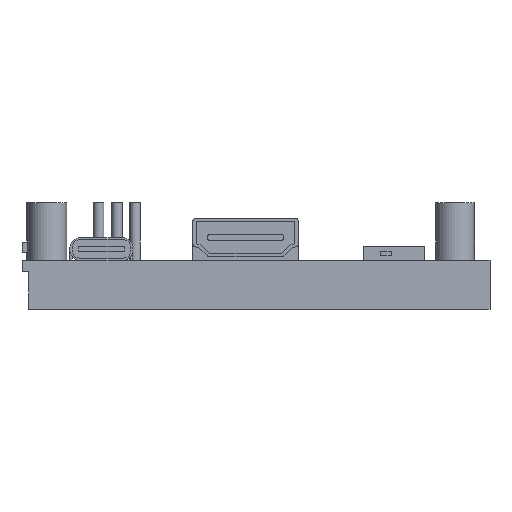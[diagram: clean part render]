
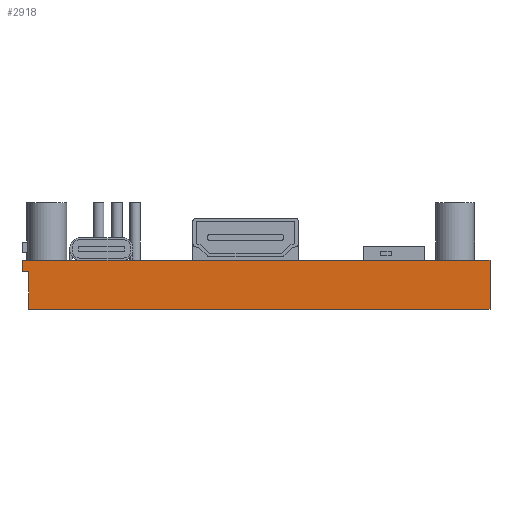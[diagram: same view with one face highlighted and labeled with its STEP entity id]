
A CAD part, front view. The second image highlights one B-rep face of the part: STEP entity #2918.
In plain terms, the highlighted planar face has unit normal (0, -1, 0).
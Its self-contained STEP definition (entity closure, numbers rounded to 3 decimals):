
#169=FACE_OUTER_BOUND('',#339,.T.);
#339=EDGE_LOOP('',(#1952,#1953,#1954,#1955,#1956,#1957,#1958,#1959));
#543=LINE('',#4205,#887);
#547=LINE('',#4214,#891);
#553=LINE('',#4228,#897);
#554=LINE('',#4232,#898);
#555=LINE('',#4234,#899);
#556=LINE('',#4235,#900);
#557=LINE('',#4236,#901);
#558=LINE('',#4237,#902);
#887=VECTOR('',#3356,7.);
#891=VECTOR('',#3362,0.9);
#897=VECTOR('',#3374,5.4);
#898=VECTOR('',#3377,6.15);
#899=VECTOR('',#3378,8.175);
#900=VECTOR('',#3379,1.6);
#901=VECTOR('',#3380,65.6);
#902=VECTOR('',#3381,52.175);
#1231=VERTEX_POINT('',#4202);
#1232=VERTEX_POINT('',#4204);
#1234=VERTEX_POINT('',#4210);
#1236=VERTEX_POINT('',#4213);
#1241=VERTEX_POINT('',#4226);
#1242=VERTEX_POINT('',#4230);
#1243=VERTEX_POINT('',#4231);
#1244=VERTEX_POINT('',#4233);
#1513=EDGE_CURVE('',#1231,#1232,#543,.T.);
#1517=EDGE_CURVE('',#1236,#1234,#547,.T.);
#1525=EDGE_CURVE('',#1234,#1241,#553,.T.);
#1526=EDGE_CURVE('',#1242,#1243,#554,.T.);
#1527=EDGE_CURVE('',#1244,#1242,#555,.T.);
#1528=EDGE_CURVE('',#1236,#1244,#556,.T.);
#1529=EDGE_CURVE('',#1232,#1241,#557,.T.);
#1530=EDGE_CURVE('',#1243,#1231,#558,.T.);
#1952=ORIENTED_EDGE('',*,*,#1526,.F.);
#1953=ORIENTED_EDGE('',*,*,#1527,.F.);
#1954=ORIENTED_EDGE('',*,*,#1528,.F.);
#1955=ORIENTED_EDGE('',*,*,#1517,.T.);
#1956=ORIENTED_EDGE('',*,*,#1525,.T.);
#1957=ORIENTED_EDGE('',*,*,#1529,.F.);
#1958=ORIENTED_EDGE('',*,*,#1513,.F.);
#1959=ORIENTED_EDGE('',*,*,#1530,.F.);
#2785=PLANE('',#3104);
#2918=ADVANCED_FACE('',(#169),#2785,.T.);
#3104=AXIS2_PLACEMENT_3D('',#4229,#3375,#3376);
#3356=DIRECTION('',(0.,0.,-1.));
#3362=DIRECTION('',(1.,0.,0.));
#3374=DIRECTION('',(0.,0.,-1.));
#3375=DIRECTION('center_axis',(0.,-1.,0.));
#3376=DIRECTION('ref_axis',(1.,0.,0.));
#3377=DIRECTION('',(1.,0.,0.));
#3378=DIRECTION('',(1.,0.,0.));
#3379=DIRECTION('',(0.,0.,1.));
#3380=DIRECTION('',(-1.,0.,0.));
#3381=DIRECTION('',(1.,0.,0.));
#4202=CARTESIAN_POINT('',(33.25,-27.4,1.7));
#4204=CARTESIAN_POINT('',(33.25,-27.4,-5.3));
#4205=CARTESIAN_POINT('',(33.25,-27.4,1.7));
#4210=CARTESIAN_POINT('',(-32.35,-27.4,0.1));
#4213=CARTESIAN_POINT('',(-33.25,-27.4,0.1));
#4214=CARTESIAN_POINT('',(-33.25,-27.4,0.1));
#4226=CARTESIAN_POINT('',(-32.35,-27.4,-5.3));
#4228=CARTESIAN_POINT('',(-32.35,-27.4,0.1));
#4229=CARTESIAN_POINT('Origin',(-33.25,-27.4,-2.5));
#4230=CARTESIAN_POINT('',(-25.075,-27.4,1.7));
#4231=CARTESIAN_POINT('',(-18.925,-27.4,1.7));
#4232=CARTESIAN_POINT('',(-25.075,-27.4,1.7));
#4233=CARTESIAN_POINT('',(-33.25,-27.4,1.7));
#4234=CARTESIAN_POINT('',(-33.25,-27.4,1.7));
#4235=CARTESIAN_POINT('',(-33.25,-27.4,0.1));
#4236=CARTESIAN_POINT('',(33.25,-27.4,-5.3));
#4237=CARTESIAN_POINT('',(-18.925,-27.4,1.7));
